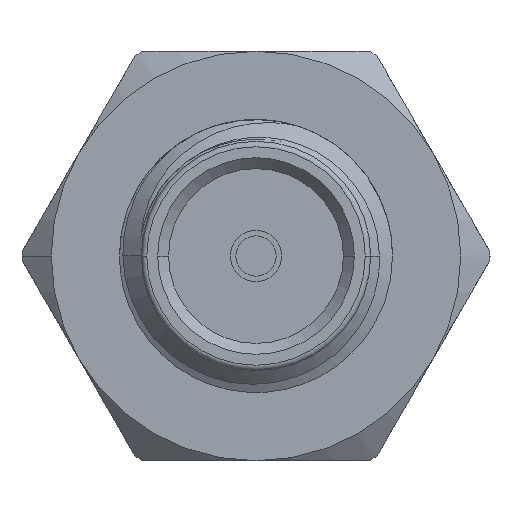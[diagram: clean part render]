
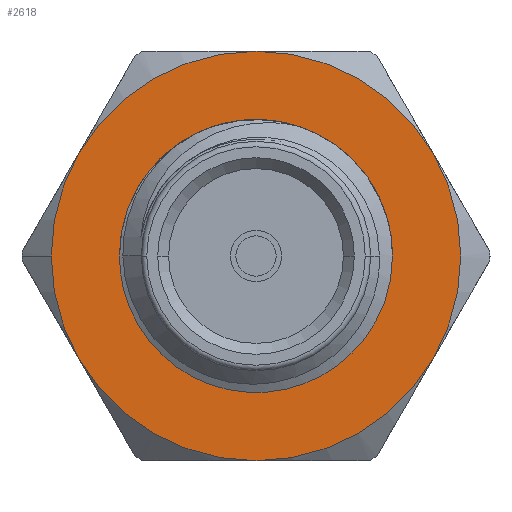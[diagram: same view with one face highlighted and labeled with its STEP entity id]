
A CAD part, left-side view. The second image highlights one B-rep face of the part: STEP entity #2618.
In plain terms, the highlighted planar face has unit normal (-1, 0, 0).
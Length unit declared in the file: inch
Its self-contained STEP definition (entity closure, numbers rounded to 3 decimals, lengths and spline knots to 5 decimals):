
#218 = EDGE_CURVE ( 'NONE', #30160, #11716, #15989, .T. ) ;
#447 = EDGE_CURVE ( 'NONE', #11716, #3751, #27432, .T. ) ;
#597 = FACE_BOUND ( 'NONE', #13161, .T. ) ;
#756 = ORIENTED_EDGE ( 'NONE', *, *, #4186, .F. ) ;
#1188 = AXIS2_PLACEMENT_3D ( 'NONE', #2336, #22269, #32665 ) ;
#1265 = ORIENTED_EDGE ( 'NONE', *, *, #32185, .F. ) ;
#1302 = VERTEX_POINT ( 'NONE', #28178 ) ;
#1481 = CIRCLE ( 'NONE', #27989, 0.1875 ) ;
#1484 = AXIS2_PLACEMENT_3D ( 'NONE', #25626, #15151, #10399 ) ;
#2031 = CARTESIAN_POINT ( 'NONE',  ( 0.235, 0.16238, 0.09375 ) ) ;
#2076 = CIRCLE ( 'NONE', #29021, 0.1875 ) ;
#2336 = CARTESIAN_POINT ( 'NONE',  ( 0.235, 0., 0. ) ) ;
#2362 = CARTESIAN_POINT ( 'NONE',  ( 0.235, 0., 0. ) ) ;
#2618 = ADVANCED_FACE ( 'NONE', ( #597, #20688 ), #26487, .F. ) ;
#3215 = EDGE_LOOP ( 'NONE', ( #1265, #756, #19016, #18651, #23435, #8253, #18326 ) ) ;
#3751 = VERTEX_POINT ( 'NONE', #14394 ) ;
#3980 = DIRECTION ( 'NONE',  ( 0., 1., 0. ) ) ;
#4186 = EDGE_CURVE ( 'NONE', #3751, #19898, #27391, .T. ) ;
#4289 = AXIS2_PLACEMENT_3D ( 'NONE', #9642, #26945, #12293 ) ;
#4694 = CIRCLE ( 'NONE', #16080, 0.105 ) ;
#6759 = DIRECTION ( 'NONE',  ( -1., 0., 0. ) ) ;
#7090 = DIRECTION ( 'NONE',  ( 1., 0., 0. ) ) ;
#7551 = CARTESIAN_POINT ( 'NONE',  ( 0.235, 0., 0. ) ) ;
#7624 = ORIENTED_EDGE ( 'NONE', *, *, #13265, .F. ) ;
#8131 = CARTESIAN_POINT ( 'NONE',  ( 0.235, 0.1875, 0. ) ) ;
#8253 = ORIENTED_EDGE ( 'NONE', *, *, #8413, .F. ) ;
#8413 = EDGE_CURVE ( 'NONE', #12339, #1302, #1481, .T. ) ;
#9043 = CARTESIAN_POINT ( 'NONE',  ( 0.235, 0., 0. ) ) ;
#9642 = CARTESIAN_POINT ( 'NONE',  ( 0.235, 0.105, 0. ) ) ;
#10399 = DIRECTION ( 'NONE',  ( 0., 1., 0. ) ) ;
#10727 = EDGE_CURVE ( 'NONE', #29237, #12339, #12240, .T. ) ;
#10821 = CARTESIAN_POINT ( 'NONE',  ( 0.235, 0.105, 0. ) ) ;
#11686 = VERTEX_POINT ( 'NONE', #28698 ) ;
#11716 = VERTEX_POINT ( 'NONE', #31344 ) ;
#12061 = EDGE_CURVE ( 'NONE', #1302, #30160, #23238, .T. ) ;
#12240 = CIRCLE ( 'NONE', #1188, 0.1875 ) ;
#12293 = DIRECTION ( 'NONE',  ( 0., 1., 0. ) ) ;
#12339 = VERTEX_POINT ( 'NONE', #2031 ) ;
#12499 = AXIS2_PLACEMENT_3D ( 'NONE', #17024, #6759, #17141 ) ;
#13161 = EDGE_LOOP ( 'NONE', ( #7624, #17534 ) ) ;
#13265 = EDGE_CURVE ( 'NONE', #11686, #13572, #4694, .T. ) ;
#13563 = CIRCLE ( 'NONE', #12499, 0.105 ) ;
#13572 = VERTEX_POINT ( 'NONE', #10821 ) ;
#14363 = CARTESIAN_POINT ( 'NONE',  ( 0.235, 0., 0. ) ) ;
#14394 = CARTESIAN_POINT ( 'NONE',  ( 0.235, 0., -0.1875 ) ) ;
#15151 = DIRECTION ( 'NONE',  ( 1., 0., 0. ) ) ;
#15678 = AXIS2_PLACEMENT_3D ( 'NONE', #2362, #7090, #19985 ) ;
#15989 = CIRCLE ( 'NONE', #32621, 0.1875 ) ;
#16080 = AXIS2_PLACEMENT_3D ( 'NONE', #23182, #28276, #17899 ) ;
#16435 = DIRECTION ( 'NONE',  ( 0., 1., 0. ) ) ;
#17024 = CARTESIAN_POINT ( 'NONE',  ( 0.235, 0., 0. ) ) ;
#17034 = CARTESIAN_POINT ( 'NONE',  ( 0.235, -0.16238, 0.09375 ) ) ;
#17141 = DIRECTION ( 'NONE',  ( 0., -1., 0. ) ) ;
#17373 = DIRECTION ( 'NONE',  ( 0., 1., 0. ) ) ;
#17534 = ORIENTED_EDGE ( 'NONE', *, *, #26765, .F. ) ;
#17899 = DIRECTION ( 'NONE',  ( 0., -1., 0. ) ) ;
#18326 = ORIENTED_EDGE ( 'NONE', *, *, #10727, .F. ) ;
#18651 = ORIENTED_EDGE ( 'NONE', *, *, #218, .F. ) ;
#19016 = ORIENTED_EDGE ( 'NONE', *, *, #447, .F. ) ;
#19074 = DIRECTION ( 'NONE',  ( 1., 0., 0. ) ) ;
#19898 = VERTEX_POINT ( 'NONE', #26406 ) ;
#19985 = DIRECTION ( 'NONE',  ( 0., 1., 0. ) ) ;
#20688 = FACE_OUTER_BOUND ( 'NONE', #3215, .T. ) ;
#22079 = AXIS2_PLACEMENT_3D ( 'NONE', #9043, #19074, #3980 ) ;
#22269 = DIRECTION ( 'NONE',  ( 1., 0., 0. ) ) ;
#22342 = DIRECTION ( 'NONE',  ( 1., 0., 0. ) ) ;
#23182 = CARTESIAN_POINT ( 'NONE',  ( 0.235, 0., 0. ) ) ;
#23238 = CIRCLE ( 'NONE', #22079, 0.1875 ) ;
#23435 = ORIENTED_EDGE ( 'NONE', *, *, #12061, .F. ) ;
#25174 = DIRECTION ( 'NONE',  ( 0., 1., 0. ) ) ;
#25626 = CARTESIAN_POINT ( 'NONE',  ( 0.235, 0., 0. ) ) ;
#26406 = CARTESIAN_POINT ( 'NONE',  ( 0.235, 0.16238, -0.09375 ) ) ;
#26487 = PLANE ( 'NONE',  #4289 ) ;
#26765 = EDGE_CURVE ( 'NONE', #13572, #11686, #13563, .T. ) ;
#26945 = DIRECTION ( 'NONE',  ( 1., 0., 0. ) ) ;
#27391 = CIRCLE ( 'NONE', #1484, 0.1875 ) ;
#27432 = CIRCLE ( 'NONE', #15678, 0.1875 ) ;
#27714 = DIRECTION ( 'NONE',  ( 1., 0., 0. ) ) ;
#27989 = AXIS2_PLACEMENT_3D ( 'NONE', #32383, #27714, #25174 ) ;
#28178 = CARTESIAN_POINT ( 'NONE',  ( 0.235, 0., 0.1875 ) ) ;
#28276 = DIRECTION ( 'NONE',  ( -1., 0., 0. ) ) ;
#28698 = CARTESIAN_POINT ( 'NONE',  ( 0.235, -0.105, 0. ) ) ;
#29021 = AXIS2_PLACEMENT_3D ( 'NONE', #7551, #22342, #17373 ) ;
#29237 = VERTEX_POINT ( 'NONE', #8131 ) ;
#30160 = VERTEX_POINT ( 'NONE', #17034 ) ;
#31344 = CARTESIAN_POINT ( 'NONE',  ( 0.235, -0.16238, -0.09375 ) ) ;
#31907 = DIRECTION ( 'NONE',  ( 1., 0., 0. ) ) ;
#32185 = EDGE_CURVE ( 'NONE', #19898, #29237, #2076, .T. ) ;
#32383 = CARTESIAN_POINT ( 'NONE',  ( 0.235, 0., 0. ) ) ;
#32621 = AXIS2_PLACEMENT_3D ( 'NONE', #14363, #31907, #16435 ) ;
#32665 = DIRECTION ( 'NONE',  ( 0., 1., 0. ) ) ;
